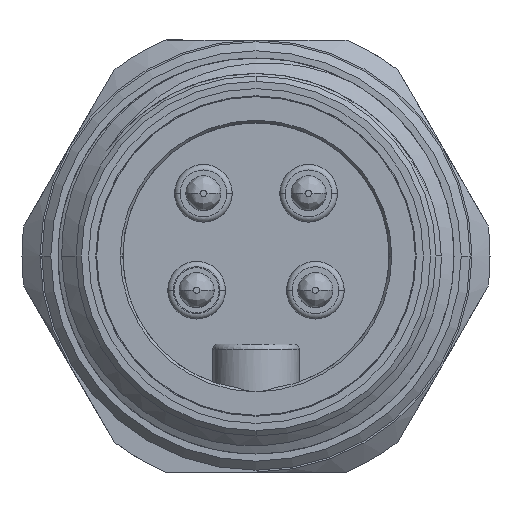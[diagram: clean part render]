
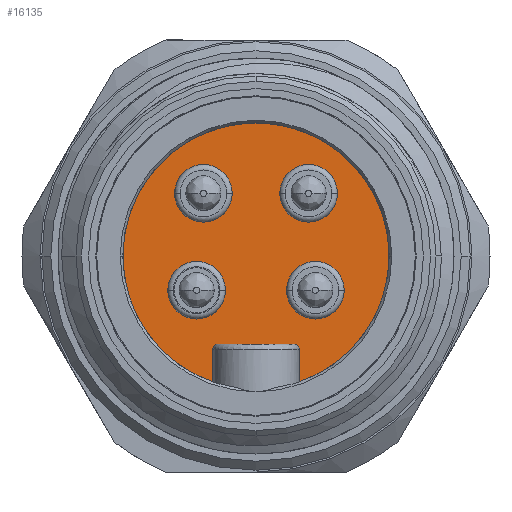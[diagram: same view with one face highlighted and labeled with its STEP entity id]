
A CAD part, front view. The second image highlights one B-rep face of the part: STEP entity #16135.
In plain terms, the highlighted planar face has unit normal (0, -1, 0).
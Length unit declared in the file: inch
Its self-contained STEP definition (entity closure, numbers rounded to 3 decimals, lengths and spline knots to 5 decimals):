
#4028=DIRECTION('',(0.,0.,1.));
#4029=VECTOR('',#4028,0.07126);
#4030=CARTESIAN_POINT('',(0.09449,-0.11024,
-0.27559));
#4031=LINE('',#4030,#4029);
#4032=CARTESIAN_POINT('',(0.08268,-0.11024,
-0.20433));
#4033=DIRECTION('',(0.,-1.,0.));
#4034=DIRECTION('',(1.,0.,0.));
#4035=AXIS2_PLACEMENT_3D('',#4032,#4033,#4034);
#4037=DIRECTION('',(-1.,0.,0.));
#4038=VECTOR('',#4037,0.16535);
#4039=CARTESIAN_POINT('',(0.08268,-0.11024,
-0.19252));
#4040=LINE('',#4039,#4038);
#4041=CARTESIAN_POINT('',(-0.08268,-0.11024,
-0.20433));
#4042=DIRECTION('',(0.,-1.,0.));
#4043=DIRECTION('',(0.,0.,1.));
#4044=AXIS2_PLACEMENT_3D('',#4041,#4042,#4043);
#4046=DIRECTION('',(0.,0.,-1.));
#4047=VECTOR('',#4046,0.07126);
#4048=CARTESIAN_POINT('',(-0.09449,-0.11024,
-0.20433));
#4049=LINE('',#4048,#4047);
#4050=CARTESIAN_POINT('',(0.,-0.11024,0.));
#4051=DIRECTION('',(0.,1.,0.));
#4052=DIRECTION('',(-0.324,0.,-0.946));
#4053=AXIS2_PLACEMENT_3D('',#4050,#4051,#4052);
#4055=CARTESIAN_POINT('',(-0.11496,-0.11024,
0.13701));
#4056=DIRECTION('',(0.,-1.,0.));
#4057=DIRECTION('',(1.,0.,0.));
#4058=AXIS2_PLACEMENT_3D('',#4055,#4056,#4057);
#4060=CARTESIAN_POINT('',(-0.11496,-0.11024,
0.13701));
#4061=DIRECTION('',(0.,-1.,0.));
#4062=DIRECTION('',(-1.,0.,0.));
#4063=AXIS2_PLACEMENT_3D('',#4060,#4061,#4062);
#4065=CARTESIAN_POINT('',(0.11496,-0.11024,
0.13701));
#4066=DIRECTION('',(0.,-1.,0.));
#4067=DIRECTION('',(1.,0.,0.));
#4068=AXIS2_PLACEMENT_3D('',#4065,#4066,#4067);
#4070=CARTESIAN_POINT('',(0.11496,-0.11024,
0.13701));
#4071=DIRECTION('',(0.,-1.,0.));
#4072=DIRECTION('',(-1.,0.,0.));
#4073=AXIS2_PLACEMENT_3D('',#4070,#4071,#4072);
#4075=CARTESIAN_POINT('',(-0.12992,-0.11024,
-0.0748));
#4076=DIRECTION('',(0.,-1.,0.));
#4077=DIRECTION('',(1.,0.,0.));
#4078=AXIS2_PLACEMENT_3D('',#4075,#4076,#4077);
#4080=CARTESIAN_POINT('',(-0.12992,-0.11024,
-0.0748));
#4081=DIRECTION('',(0.,-1.,0.));
#4082=DIRECTION('',(-1.,0.,0.));
#4083=AXIS2_PLACEMENT_3D('',#4080,#4081,#4082);
#4105=CARTESIAN_POINT('',(0.12992,-0.11024,
-0.0748));
#4106=DIRECTION('',(0.,-1.,0.));
#4107=DIRECTION('',(1.,0.,0.));
#4108=AXIS2_PLACEMENT_3D('',#4105,#4106,#4107);
#4110=CARTESIAN_POINT('',(0.12992,-0.11024,
-0.0748));
#4111=DIRECTION('',(0.,-1.,0.));
#4112=DIRECTION('',(-1.,0.,0.));
#4113=AXIS2_PLACEMENT_3D('',#4110,#4111,#4112);
#10825=CARTESIAN_POINT('',(0.09449,-0.11024,
-0.27559));
#10826=VERTEX_POINT('',#10825);
#10827=CARTESIAN_POINT('',(-0.09449,-0.11024,
-0.27559));
#10829=VERTEX_POINT('',#10827);
#10845=CARTESIAN_POINT('',(0.08268,-0.11024,
-0.19252));
#10846=VERTEX_POINT('',#10845);
#10847=CARTESIAN_POINT('',(-0.08268,-0.11024,
-0.19252));
#10848=VERTEX_POINT('',#10847);
#10849=CARTESIAN_POINT('',(0.09449,-0.11024,
-0.20433));
#10850=VERTEX_POINT('',#10849);
#10851=CARTESIAN_POINT('',(-0.09449,-0.11024,
-0.20433));
#10852=VERTEX_POINT('',#10851);
#11458=CARTESIAN_POINT('',(-0.05197,-0.11024,
0.13701));
#11459=CARTESIAN_POINT('',(-0.17795,-0.11024,
0.13701));
#11460=VERTEX_POINT('',#11458);
#11461=VERTEX_POINT('',#11459);
#11462=CARTESIAN_POINT('',(0.17795,-0.11024,
0.13701));
#11463=CARTESIAN_POINT('',(0.05197,-0.11024,
0.13701));
#11464=VERTEX_POINT('',#11462);
#11465=VERTEX_POINT('',#11463);
#11466=CARTESIAN_POINT('',(-0.06693,-0.11024,
-0.0748));
#11467=CARTESIAN_POINT('',(-0.19291,-0.11024,
-0.0748));
#11468=VERTEX_POINT('',#11466);
#11469=VERTEX_POINT('',#11467);
#11478=CARTESIAN_POINT('',(0.19291,-0.11024,
-0.0748));
#11479=CARTESIAN_POINT('',(0.06693,-0.11024,
-0.0748));
#11480=VERTEX_POINT('',#11478);
#11481=VERTEX_POINT('',#11479);
#16096=CARTESIAN_POINT('',(-0.14567,-0.11024,0.));
#16097=DIRECTION('',(0.,-1.,0.));
#16098=DIRECTION('',(0.,0.,-1.));
#16099=AXIS2_PLACEMENT_3D('',#16096,#16097,#16098);
#16100=PLANE('',#16099);
#16101=ORIENTED_EDGE('',*,*,#16089,.T.);
#16102=ORIENTED_EDGE('',*,*,#16078,.T.);
#16103=ORIENTED_EDGE('',*,*,#16064,.T.);
#16105=ORIENTED_EDGE('',*,*,#16104,.T.);
#16107=ORIENTED_EDGE('',*,*,#16106,.T.);
#16108=ORIENTED_EDGE('',*,*,#15988,.T.);
#16109=EDGE_LOOP('',(#16101,#16102,#16103,#16105,#16107,#16108));
#16110=FACE_OUTER_BOUND('',#16109,.F.);
#16112=ORIENTED_EDGE('',*,*,#16111,.T.);
#16114=ORIENTED_EDGE('',*,*,#16113,.T.);
#16115=EDGE_LOOP('',(#16112,#16114));
#16116=FACE_BOUND('',#16115,.F.);
#16118=ORIENTED_EDGE('',*,*,#16117,.T.);
#16120=ORIENTED_EDGE('',*,*,#16119,.T.);
#16121=EDGE_LOOP('',(#16118,#16120));
#16122=FACE_BOUND('',#16121,.F.);
#16124=ORIENTED_EDGE('',*,*,#16123,.T.);
#16126=ORIENTED_EDGE('',*,*,#16125,.T.);
#16127=EDGE_LOOP('',(#16124,#16126));
#16128=FACE_BOUND('',#16127,.F.);
#16130=ORIENTED_EDGE('',*,*,#16129,.T.);
#16132=ORIENTED_EDGE('',*,*,#16131,.T.);
#16133=EDGE_LOOP('',(#16130,#16132));
#16134=FACE_BOUND('',#16133,.F.);
#16135=ADVANCED_FACE('',(#16110,#16116,#16122,#16128,#16134),#16100,.T.);
#4036=CIRCLE('',#4035,0.01181);
#4045=CIRCLE('',#4044,0.01181);
#4054=CIRCLE('',#4053,0.29134);
#4059=CIRCLE('',#4058,0.06299);
#4064=CIRCLE('',#4063,0.06299);
#4069=CIRCLE('',#4068,0.06299);
#4074=CIRCLE('',#4073,0.06299);
#4079=CIRCLE('',#4078,0.06299);
#4084=CIRCLE('',#4083,0.06299);
#4109=CIRCLE('',#4108,0.06299);
#4114=CIRCLE('',#4113,0.06299);
#15988=EDGE_CURVE('',#10829,#10826,#4054,.T.);
#16064=EDGE_CURVE('',#10846,#10848,#4040,.T.);
#16078=EDGE_CURVE('',#10850,#10846,#4036,.T.);
#16089=EDGE_CURVE('',#10826,#10850,#4031,.T.);
#16104=EDGE_CURVE('',#10848,#10852,#4045,.T.);
#16106=EDGE_CURVE('',#10852,#10829,#4049,.T.);
#16111=EDGE_CURVE('',#11460,#11461,#4059,.T.);
#16113=EDGE_CURVE('',#11461,#11460,#4064,.T.);
#16117=EDGE_CURVE('',#11464,#11465,#4069,.T.);
#16119=EDGE_CURVE('',#11465,#11464,#4074,.T.);
#16123=EDGE_CURVE('',#11468,#11469,#4079,.T.);
#16125=EDGE_CURVE('',#11469,#11468,#4084,.T.);
#16129=EDGE_CURVE('',#11480,#11481,#4109,.T.);
#16131=EDGE_CURVE('',#11481,#11480,#4114,.T.);
